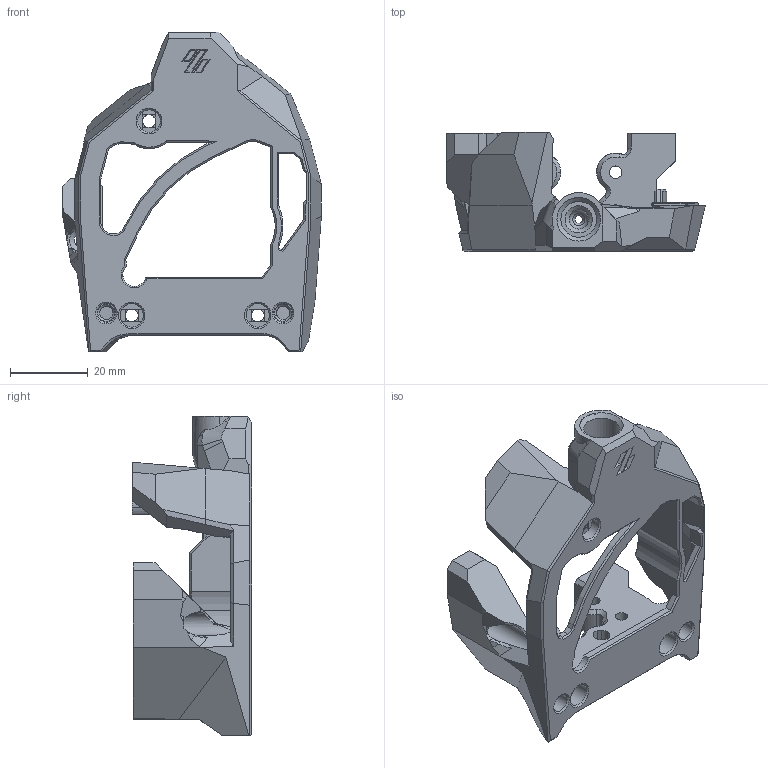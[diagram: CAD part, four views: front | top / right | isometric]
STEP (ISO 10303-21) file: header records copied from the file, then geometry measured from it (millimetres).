
FILE_DESCRIPTION(('HOOPS Exchange Step'),'2;1');
FILE_NAME('temp_export','2023-05-20T13:52:01+02:00',('twoeh'),('Shapr3D Limited'),'HOOPS Exchange 2022.2','Shapr3D','Authorized');
FILE_SCHEMA( ('AUTOMOTIVE_DESIGN { 1 0 10303 214 1 1 1 1 }') );
Length unit declared in the file: millimetre
Products named in the file (3): LGX_lite-CW2-SB-main_body_THSensor:2; LGX-ECAS-THS; root
Assembly tree (2 placements, depth 3):
  root
    LGX-ECAS-THS
      LGX_lite-CW2-SB-main_body_THSensor:2
Bounding box: 66.52 x 30.6 x 82.17 mm (x, y, z)
Volume: 30122.5 mm3; surface area: 18502.3 mm2
Topology: 1 solids, 2 shells, 803 faces, 2233 edges, 1437 vertices
Faces by surface type: plane 491, cylinder 151, cone 106, bspline 40, torus 9, sphere 6
Full cylindrical faces by diameter (mm): 2 x1, 3.2 x4, 3.3 x6, 3.4 x2, 4.6 x1, 4.8 x5, 5 x1, 5.8 x2, 6 x2, 9.2 x1
Entity records: 30604 total; most frequent: CARTESIAN_POINT 10301, ORIENTED_EDGE 4464, DIRECTION 3931, EDGE_CURVE 2232, VECTOR 1467, LINE 1467, VERTEX_POINT 1437, AXIS2_PLACEMENT_3D 1232
